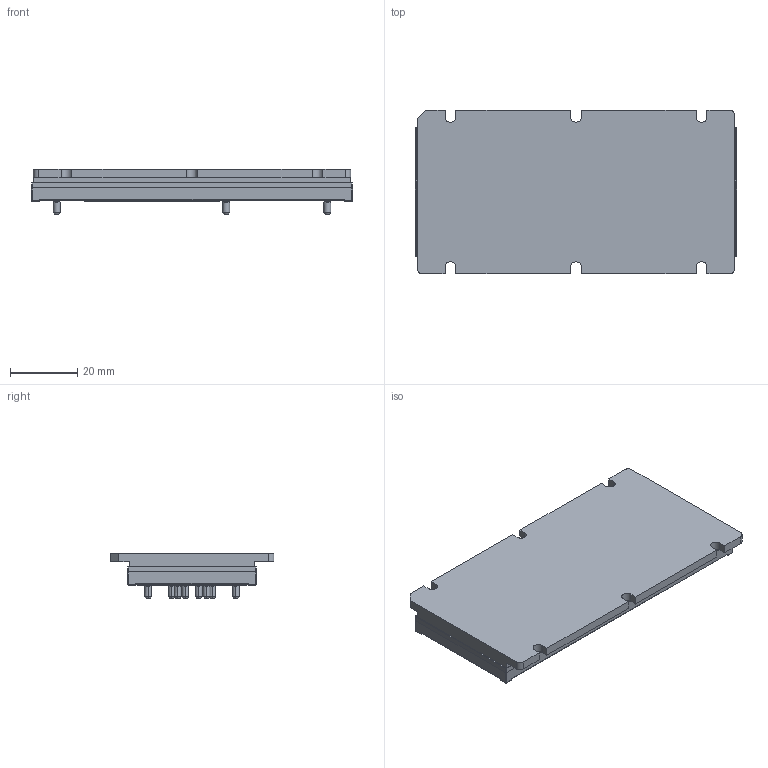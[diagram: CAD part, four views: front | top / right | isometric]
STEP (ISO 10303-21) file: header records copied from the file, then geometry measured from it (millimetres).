
FILE_DESCRIPTION (( 'STEP AP214' ), '1' );
FILE_NAME ('38069.STEP', '2012-11-02T18:18:01', ( 'Vicor User' ), ( 'Microsoft' ), 'SwSTEP 2.0', 'SolidWorks 2012', '' );
FILE_SCHEMA (( 'AUTOMOTIVE_DESIGN' ));
Length unit declared in the file: inch
Products named in the file (1): 38069
Bounding box: 95.27 x 48.6 x 13.54 mm (x, y, z)
Volume: 13590.6 mm3; surface area: 27425.1 mm2
Topology: 1 solids, 1 shells, 1580 faces, 5151 edges, 3723 vertices
Faces by surface type: plane 993, cylinder 251, bspline 226, cone 110
Entity records: 92252 total; most frequent: CARTESIAN_POINT 37524, ORIENTED_EDGE 10298, DIRECTION 5375, EDGE_CURVE 5149, VERTEX_POINT 3723, B_SPLINE_CURVE_WITH_KNOTS 2661, VECTOR 2199, LINE 2199
